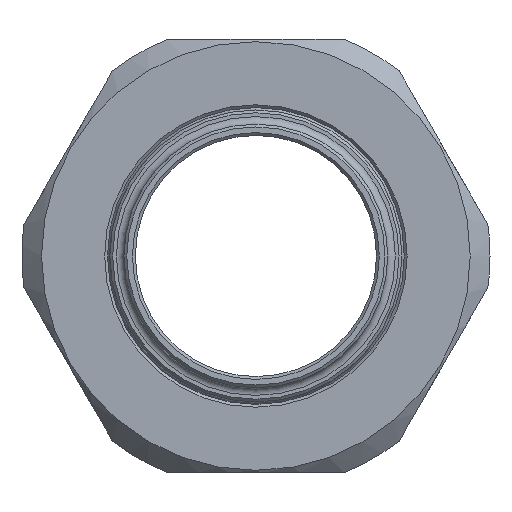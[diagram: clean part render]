
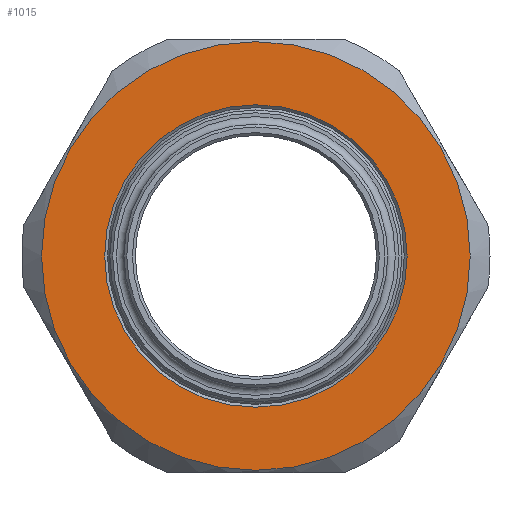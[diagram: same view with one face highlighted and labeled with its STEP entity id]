
A CAD part, left-side view. The second image highlights one B-rep face of the part: STEP entity #1015.
In plain terms, the highlighted planar face has unit normal (-1, 0, 0).
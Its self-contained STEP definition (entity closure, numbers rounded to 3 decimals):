
#36=FACE_BOUND('',#188,.T.);
#91=PLANE('',#1175);
#124=FACE_OUTER_BOUND('',#187,.T.);
#187=EDGE_LOOP('',(#775));
#188=EDGE_LOOP('',(#776));
#351=CIRCLE('',#1155,22.75);
#361=CIRCLE('',#1174,16.05);
#451=VERTEX_POINT('',#1747);
#460=VERTEX_POINT('',#1782);
#564=EDGE_CURVE('',#451,#451,#351,.T.);
#578=EDGE_CURVE('',#460,#460,#361,.T.);
#775=ORIENTED_EDGE('',*,*,#564,.T.);
#776=ORIENTED_EDGE('',*,*,#578,.F.);
#1015=ADVANCED_FACE('',(#124,#36),#91,.T.);
#1155=AXIS2_PLACEMENT_3D('',#1749,#1352,#1353);
#1174=AXIS2_PLACEMENT_3D('',#1783,#1393,#1394);
#1175=AXIS2_PLACEMENT_3D('',#1785,#1396,#1397);
#1352=DIRECTION('center_axis',(-1.,0.,0.));
#1353=DIRECTION('ref_axis',(0.,1.,0.));
#1393=DIRECTION('center_axis',(-1.,0.,0.));
#1394=DIRECTION('ref_axis',(0.,0.,-1.));
#1396=DIRECTION('center_axis',(-1.,0.,0.));
#1397=DIRECTION('ref_axis',(0.,0.,1.));
#1747=CARTESIAN_POINT('',(-19.,-22.75,0.));
#1749=CARTESIAN_POINT('Origin',(-19.,0.,0.));
#1782=CARTESIAN_POINT('',(-19.,0.,16.05));
#1783=CARTESIAN_POINT('Origin',(-19.,0.,0.));
#1785=CARTESIAN_POINT('Origin',(-19.,0.,0.));
